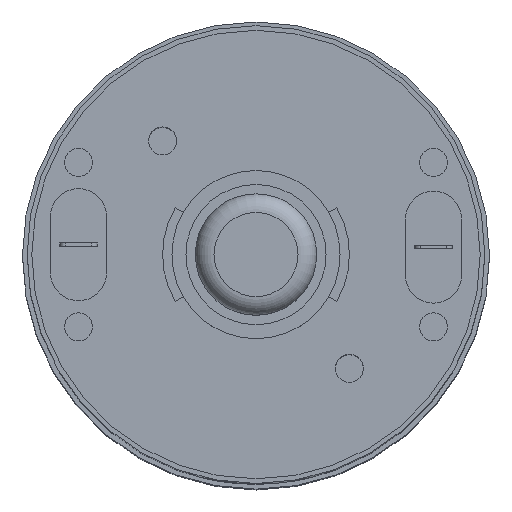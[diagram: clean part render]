
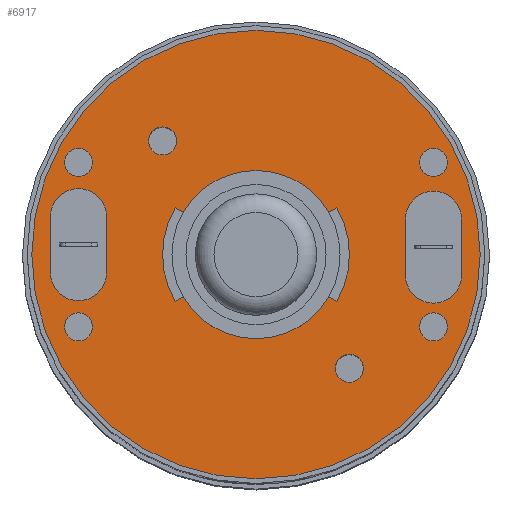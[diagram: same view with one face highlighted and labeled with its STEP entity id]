
A CAD part, top view. The second image highlights one B-rep face of the part: STEP entity #6917.
In plain terms, the highlighted planar face has unit normal (0, 0, 1).
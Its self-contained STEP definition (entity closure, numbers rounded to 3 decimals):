
#803=FACE_BOUND('',#1618,.T.);
#804=FACE_BOUND('',#1619,.T.);
#805=FACE_BOUND('',#1620,.T.);
#806=FACE_BOUND('',#1621,.T.);
#807=FACE_BOUND('',#1622,.T.);
#808=FACE_BOUND('',#1623,.T.);
#809=FACE_BOUND('',#1624,.T.);
#810=FACE_BOUND('',#1625,.T.);
#811=FACE_BOUND('',#1626,.T.);
#884=PLANE('',#7444);
#1250=FACE_OUTER_BOUND('',#1617,.T.);
#1617=EDGE_LOOP('',(#6355));
#1618=EDGE_LOOP('',(#6356));
#1619=EDGE_LOOP('',(#6357));
#1620=EDGE_LOOP('',(#6358));
#1621=EDGE_LOOP('',(#6359));
#1622=EDGE_LOOP('',(#6360,#6361,#6362,#6363,#6364,#6365,#6366,#6367));
#1623=EDGE_LOOP('',(#6368));
#1624=EDGE_LOOP('',(#6369));
#1625=EDGE_LOOP('',(#6370,#6371,#6372,#6373));
#1626=EDGE_LOOP('',(#6374,#6375,#6376,#6377));
#1852=LINE('',#18701,#2147);
#1856=LINE('',#18710,#2151);
#1860=LINE('',#18724,#2155);
#1864=LINE('',#18733,#2159);
#1906=LINE('',#21487,#2201);
#1911=LINE('',#21501,#2206);
#1914=LINE('',#21512,#2209);
#1919=LINE('',#21526,#2214);
#2147=VECTOR('',#8265,10.);
#2151=VECTOR('',#8271,10.);
#2155=VECTOR('',#8287,10.);
#2159=VECTOR('',#8293,10.);
#2201=VECTOR('',#8531,10.);
#2206=VECTOR('',#8544,10.);
#2209=VECTOR('',#8557,10.);
#2214=VECTOR('',#8570,10.);
#2272=CIRCLE('',#7295,0.75);
#2274=CIRCLE('',#7299,0.75);
#2276=CIRCLE('',#7303,0.75);
#2278=CIRCLE('',#7307,0.75);
#2279=CIRCLE('',#7312,5.);
#2282=CIRCLE('',#7319,5.);
#2286=CIRCLE('',#7325,0.75);
#2288=CIRCLE('',#7329,0.75);
#2313=CIRCLE('',#7407,4.5);
#2314=CIRCLE('',#7408,4.5);
#2318=CIRCLE('',#7417,1.5);
#2320=CIRCLE('',#7421,1.5);
#2322=CIRCLE('',#7426,1.5);
#2324=CIRCLE('',#7430,1.5);
#2332=CIRCLE('',#7443,12.);
#2718=VERTEX_POINT('',#18673);
#2720=VERTEX_POINT('',#18680);
#2722=VERTEX_POINT('',#18687);
#2724=VERTEX_POINT('',#18694);
#2725=VERTEX_POINT('',#18699);
#2726=VERTEX_POINT('',#18700);
#2729=VERTEX_POINT('',#18708);
#2730=VERTEX_POINT('',#18709);
#2733=VERTEX_POINT('',#18722);
#2734=VERTEX_POINT('',#18723);
#2737=VERTEX_POINT('',#18731);
#2738=VERTEX_POINT('',#18732);
#2742=VERTEX_POINT('',#18747);
#2744=VERTEX_POINT('',#18754);
#3142=VERTEX_POINT('',#21485);
#3143=VERTEX_POINT('',#21486);
#3146=VERTEX_POINT('',#21494);
#3148=VERTEX_POINT('',#21500);
#3150=VERTEX_POINT('',#21510);
#3151=VERTEX_POINT('',#21511);
#3154=VERTEX_POINT('',#21519);
#3156=VERTEX_POINT('',#21525);
#3163=VERTEX_POINT('',#21550);
#3745=EDGE_CURVE('',#2718,#2718,#2272,.T.);
#3748=EDGE_CURVE('',#2720,#2720,#2274,.T.);
#3751=EDGE_CURVE('',#2722,#2722,#2276,.T.);
#3754=EDGE_CURVE('',#2724,#2724,#2278,.T.);
#3755=EDGE_CURVE('',#2725,#2726,#1852,.T.);
#3759=EDGE_CURVE('',#2729,#2730,#1856,.T.);
#3763=EDGE_CURVE('',#2726,#2729,#2279,.T.);
#3766=EDGE_CURVE('',#2733,#2734,#1860,.T.);
#3770=EDGE_CURVE('',#2737,#2738,#1864,.T.);
#3774=EDGE_CURVE('',#2734,#2737,#2282,.T.);
#3778=EDGE_CURVE('',#2742,#2742,#2286,.T.);
#3781=EDGE_CURVE('',#2744,#2744,#2288,.T.);
#4197=EDGE_CURVE('',#2730,#2733,#2313,.T.);
#4198=EDGE_CURVE('',#2738,#2725,#2314,.T.);
#4203=EDGE_CURVE('',#3142,#3143,#1906,.T.);
#4207=EDGE_CURVE('',#3143,#3146,#2318,.T.);
#4210=EDGE_CURVE('',#3146,#3148,#1911,.T.);
#4213=EDGE_CURVE('',#3148,#3142,#2320,.T.);
#4215=EDGE_CURVE('',#3150,#3151,#1914,.T.);
#4219=EDGE_CURVE('',#3151,#3154,#2322,.T.);
#4222=EDGE_CURVE('',#3154,#3156,#1919,.T.);
#4225=EDGE_CURVE('',#3156,#3150,#2324,.T.);
#4235=EDGE_CURVE('',#3163,#3163,#2332,.T.);
#6355=ORIENTED_EDGE('',*,*,#4235,.F.);
#6356=ORIENTED_EDGE('',*,*,#3745,.T.);
#6357=ORIENTED_EDGE('',*,*,#3748,.T.);
#6358=ORIENTED_EDGE('',*,*,#3751,.T.);
#6359=ORIENTED_EDGE('',*,*,#3754,.T.);
#6360=ORIENTED_EDGE('',*,*,#3759,.T.);
#6361=ORIENTED_EDGE('',*,*,#4197,.T.);
#6362=ORIENTED_EDGE('',*,*,#3766,.T.);
#6363=ORIENTED_EDGE('',*,*,#3774,.T.);
#6364=ORIENTED_EDGE('',*,*,#3770,.T.);
#6365=ORIENTED_EDGE('',*,*,#4198,.T.);
#6366=ORIENTED_EDGE('',*,*,#3755,.T.);
#6367=ORIENTED_EDGE('',*,*,#3763,.T.);
#6368=ORIENTED_EDGE('',*,*,#3778,.T.);
#6369=ORIENTED_EDGE('',*,*,#3781,.T.);
#6370=ORIENTED_EDGE('',*,*,#4203,.T.);
#6371=ORIENTED_EDGE('',*,*,#4207,.T.);
#6372=ORIENTED_EDGE('',*,*,#4210,.T.);
#6373=ORIENTED_EDGE('',*,*,#4213,.T.);
#6374=ORIENTED_EDGE('',*,*,#4215,.T.);
#6375=ORIENTED_EDGE('',*,*,#4219,.T.);
#6376=ORIENTED_EDGE('',*,*,#4222,.T.);
#6377=ORIENTED_EDGE('',*,*,#4225,.T.);
#6917=ADVANCED_FACE('',(#1250,#803,#804,#805,#806,#807,#808,#809,#810,#811),
#884,.T.);
#7295=AXIS2_PLACEMENT_3D('',#18675,#8232,#8233);
#7299=AXIS2_PLACEMENT_3D('',#18682,#8241,#8242);
#7303=AXIS2_PLACEMENT_3D('',#18689,#8250,#8251);
#7307=AXIS2_PLACEMENT_3D('',#18696,#8259,#8260);
#7312=AXIS2_PLACEMENT_3D('',#18717,#8277,#8278);
#7319=AXIS2_PLACEMENT_3D('',#18740,#8299,#8300);
#7325=AXIS2_PLACEMENT_3D('',#18748,#8311,#8312);
#7329=AXIS2_PLACEMENT_3D('',#18755,#8320,#8321);
#7407=AXIS2_PLACEMENT_3D('',#21472,#8512,#8513);
#7408=AXIS2_PLACEMENT_3D('',#21473,#8514,#8515);
#7417=AXIS2_PLACEMENT_3D('',#21495,#8537,#8538);
#7421=AXIS2_PLACEMENT_3D('',#21506,#8549,#8550);
#7426=AXIS2_PLACEMENT_3D('',#21520,#8563,#8564);
#7430=AXIS2_PLACEMENT_3D('',#21531,#8575,#8576);
#7443=AXIS2_PLACEMENT_3D('',#21552,#8603,#8604);
#7444=AXIS2_PLACEMENT_3D('',#21553,#8605,#8606);
#8232=DIRECTION('center_axis',(0.,0.,-1.));
#8233=DIRECTION('ref_axis',(-1.,0.,0.));
#8241=DIRECTION('center_axis',(0.,0.,-1.));
#8242=DIRECTION('ref_axis',(-1.,0.,0.));
#8250=DIRECTION('center_axis',(0.,0.,-1.));
#8251=DIRECTION('ref_axis',(-1.,0.,0.));
#8259=DIRECTION('center_axis',(0.,0.,-1.));
#8260=DIRECTION('ref_axis',(-1.,0.,0.));
#8265=DIRECTION('',(-0.866,-0.5,0.));
#8271=DIRECTION('',(0.866,-0.5,0.));
#8277=DIRECTION('center_axis',(0.,0.,-1.));
#8278=DIRECTION('ref_axis',(-0.866,0.5,0.));
#8287=DIRECTION('',(0.866,0.5,0.));
#8293=DIRECTION('',(-0.866,0.5,0.));
#8299=DIRECTION('center_axis',(0.,0.,-1.));
#8300=DIRECTION('ref_axis',(0.866,-0.5,0.));
#8311=DIRECTION('center_axis',(0.,0.,-1.));
#8312=DIRECTION('ref_axis',(-1.,0.,0.));
#8320=DIRECTION('center_axis',(0.,0.,-1.));
#8321=DIRECTION('ref_axis',(-1.,0.,0.));
#8512=DIRECTION('center_axis',(0.,0.,-1.));
#8513=DIRECTION('ref_axis',(-1.,0.,0.));
#8514=DIRECTION('center_axis',(0.,0.,-1.));
#8515=DIRECTION('ref_axis',(-1.,0.,0.));
#8531=DIRECTION('',(0.,1.,0.));
#8537=DIRECTION('center_axis',(0.,0.,-1.));
#8538=DIRECTION('ref_axis',(1.,0.,0.));
#8544=DIRECTION('',(0.,-1.,0.));
#8549=DIRECTION('center_axis',(0.,0.,-1.));
#8550=DIRECTION('ref_axis',(-1.,0.,0.));
#8557=DIRECTION('',(0.,1.,0.));
#8563=DIRECTION('center_axis',(0.,0.,-1.));
#8564=DIRECTION('ref_axis',(1.,0.,0.));
#8570=DIRECTION('',(0.,-1.,0.));
#8575=DIRECTION('center_axis',(0.,0.,-1.));
#8576=DIRECTION('ref_axis',(-1.,0.,0.));
#8603=DIRECTION('center_axis',(0.,0.,-1.));
#8604=DIRECTION('ref_axis',(-1.,0.,0.));
#8605=DIRECTION('center_axis',(0.,0.,1.));
#8606=DIRECTION('ref_axis',(-1.,0.,0.));
#18673=CARTESIAN_POINT('',(-8.75,-3.87,29.9));
#18675=CARTESIAN_POINT('Origin',(-9.5,-3.87,29.9));
#18680=CARTESIAN_POINT('',(-8.75,4.93,29.9));
#18682=CARTESIAN_POINT('Origin',(-9.5,4.93,29.9));
#18687=CARTESIAN_POINT('',(10.25,-3.87,29.9));
#18689=CARTESIAN_POINT('Origin',(9.5,-3.87,29.9));
#18694=CARTESIAN_POINT('',(10.25,4.93,29.9));
#18696=CARTESIAN_POINT('Origin',(9.5,4.93,29.9));
#18699=CARTESIAN_POINT('',(-3.897,-2.25,29.9));
#18700=CARTESIAN_POINT('',(-4.33,-2.5,29.9));
#18701=CARTESIAN_POINT('',(-1.949,-1.125,29.9));
#18708=CARTESIAN_POINT('',(-4.33,2.5,29.9));
#18709=CARTESIAN_POINT('',(-3.897,2.25,29.9));
#18710=CARTESIAN_POINT('',(-2.165,1.25,29.9));
#18717=CARTESIAN_POINT('Origin',(0.,0.,29.9));
#18722=CARTESIAN_POINT('',(3.897,2.25,29.9));
#18723=CARTESIAN_POINT('',(4.33,2.5,29.9));
#18724=CARTESIAN_POINT('',(1.949,1.125,29.9));
#18731=CARTESIAN_POINT('',(4.33,-2.5,29.9));
#18732=CARTESIAN_POINT('',(3.897,-2.25,29.9));
#18733=CARTESIAN_POINT('',(2.165,-1.25,29.9));
#18740=CARTESIAN_POINT('Origin',(0.,0.,29.9));
#18747=CARTESIAN_POINT('',(-4.25,6.082,29.9));
#18748=CARTESIAN_POINT('Origin',(-5.,6.082,29.9));
#18754=CARTESIAN_POINT('',(5.75,-6.082,29.9));
#18755=CARTESIAN_POINT('Origin',(5.,-6.082,29.9));
#21472=CARTESIAN_POINT('Origin',(0.,0.,29.9));
#21473=CARTESIAN_POINT('Origin',(0.,0.,29.9));
#21485=CARTESIAN_POINT('',(8.,-1.101,29.9));
#21486=CARTESIAN_POINT('',(8.,1.899,29.9));
#21487=CARTESIAN_POINT('',(8.,0.95,29.9));
#21494=CARTESIAN_POINT('',(11.,1.899,29.9));
#21495=CARTESIAN_POINT('Origin',(9.5,1.899,29.9));
#21500=CARTESIAN_POINT('',(11.,-1.101,29.9));
#21501=CARTESIAN_POINT('',(11.,-0.55,29.9));
#21506=CARTESIAN_POINT('Origin',(9.5,-1.101,29.9));
#21510=CARTESIAN_POINT('',(-11.,-0.97,29.9));
#21511=CARTESIAN_POINT('',(-11.,2.03,29.9));
#21512=CARTESIAN_POINT('',(-11.,1.015,29.9));
#21519=CARTESIAN_POINT('',(-8.,2.03,29.9));
#21520=CARTESIAN_POINT('Origin',(-9.5,2.03,29.9));
#21525=CARTESIAN_POINT('',(-8.,-0.97,29.9));
#21526=CARTESIAN_POINT('',(-8.,-0.485,29.9));
#21531=CARTESIAN_POINT('Origin',(-9.5,-0.97,29.9));
#21550=CARTESIAN_POINT('',(12.,0.,29.9));
#21552=CARTESIAN_POINT('Origin',(0.,0.,29.9));
#21553=CARTESIAN_POINT('Origin',(0.,0.,29.9));
